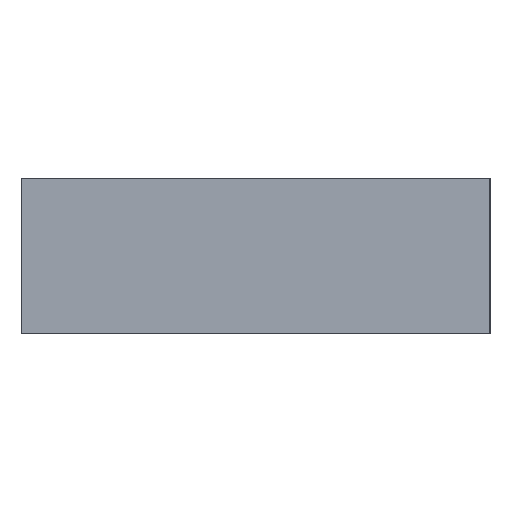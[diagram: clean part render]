
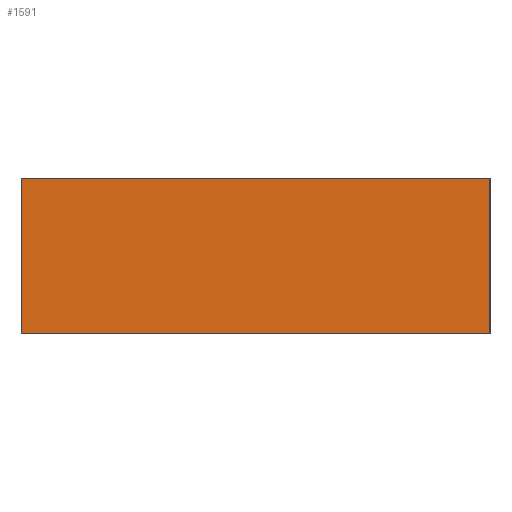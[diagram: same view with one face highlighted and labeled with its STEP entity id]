
A CAD part, left-side view. The second image highlights one B-rep face of the part: STEP entity #1591.
In plain terms, the highlighted planar face has unit normal (-1, 0, 0).
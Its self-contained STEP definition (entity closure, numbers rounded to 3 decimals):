
#197 = EDGE_CURVE ( 'NONE', #1429, #1931, #1185, .T. ) ;
#240 = ORIENTED_EDGE ( 'NONE', *, *, #428, .T. ) ;
#254 = ORIENTED_EDGE ( 'NONE', *, *, #197, .F. ) ;
#302 = FACE_OUTER_BOUND ( 'NONE', #412, .T. ) ;
#374 = VECTOR ( 'NONE', #1277, 1000. ) ;
#412 = EDGE_LOOP ( 'NONE', ( #240, #254, #1676, #430 ) ) ;
#428 = EDGE_CURVE ( 'NONE', #1055, #1931, #495, .T. ) ;
#430 = ORIENTED_EDGE ( 'NONE', *, *, #1521, .T. ) ;
#495 = LINE ( 'NONE', #1912, #374 ) ;
#527 = CARTESIAN_POINT ( 'NONE',  ( 0., 6., 0. ) ) ;
#559 = CARTESIAN_POINT ( 'NONE',  ( 0., 6., 2. ) ) ;
#651 = CARTESIAN_POINT ( 'NONE',  ( 0., 0., 0. ) ) ;
#714 = DIRECTION ( 'NONE',  ( 0., 0., -1. ) ) ;
#738 = DIRECTION ( 'NONE',  ( 1., 0., 0. ) ) ;
#742 = CARTESIAN_POINT ( 'NONE',  ( 0., 0., 2. ) ) ;
#747 = PLANE ( 'NONE',  #1224 ) ;
#790 = DIRECTION ( 'NONE',  ( 0., 0., -1. ) ) ;
#799 = EDGE_CURVE ( 'NONE', #1058, #1429, #1835, .T. ) ;
#902 = CARTESIAN_POINT ( 'NONE',  ( 0., 0., 2. ) ) ;
#973 = CARTESIAN_POINT ( 'NONE',  ( 0., 0., 2. ) ) ;
#1017 = LINE ( 'NONE', #1379, #1785 ) ;
#1055 = VERTEX_POINT ( 'NONE', #527 ) ;
#1058 = VERTEX_POINT ( 'NONE', #559 ) ;
#1185 = LINE ( 'NONE', #742, #1619 ) ;
#1223 = DIRECTION ( 'NONE',  ( 0., -1., 0. ) ) ;
#1224 = AXIS2_PLACEMENT_3D ( 'NONE', #902, #738, #714 ) ;
#1277 = DIRECTION ( 'NONE',  ( 0., -1., 0. ) ) ;
#1350 = VECTOR ( 'NONE', #1223, 1000. ) ;
#1379 = CARTESIAN_POINT ( 'NONE',  ( 0., 6., 2. ) ) ;
#1386 = DIRECTION ( 'NONE',  ( 0., 0., -1. ) ) ;
#1429 = VERTEX_POINT ( 'NONE', #1844 ) ;
#1521 = EDGE_CURVE ( 'NONE', #1058, #1055, #1017, .T. ) ;
#1591 = ADVANCED_FACE ( 'NONE', ( #302 ), #747, .F. ) ;
#1619 = VECTOR ( 'NONE', #790, 1000. ) ;
#1676 = ORIENTED_EDGE ( 'NONE', *, *, #799, .F. ) ;
#1785 = VECTOR ( 'NONE', #1386, 1000. ) ;
#1835 = LINE ( 'NONE', #973, #1350 ) ;
#1844 = CARTESIAN_POINT ( 'NONE',  ( 0., 0., 2. ) ) ;
#1912 = CARTESIAN_POINT ( 'NONE',  ( 0., 0., 0. ) ) ;
#1931 = VERTEX_POINT ( 'NONE', #651 ) ;
